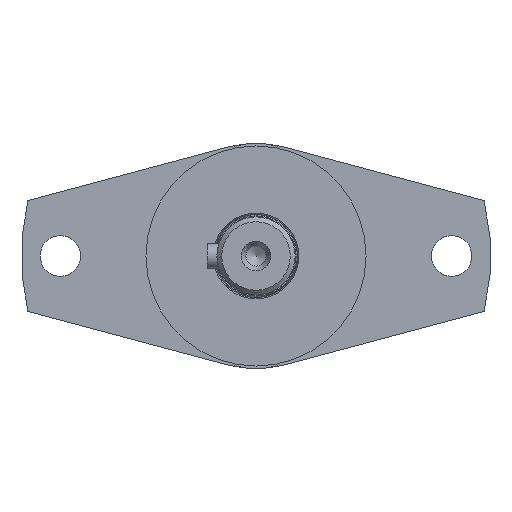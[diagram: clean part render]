
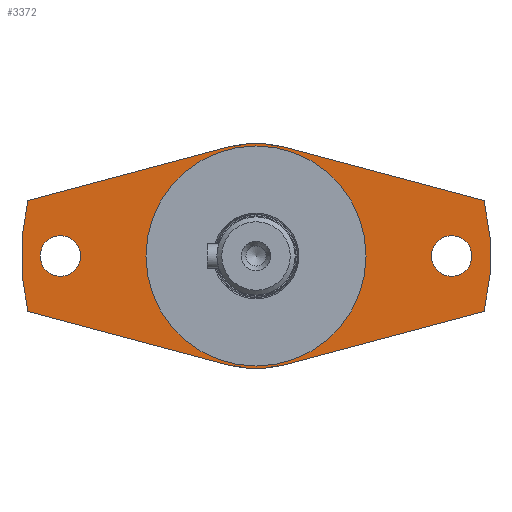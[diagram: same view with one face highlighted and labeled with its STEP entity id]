
A CAD part, left-side view. The second image highlights one B-rep face of the part: STEP entity #3372.
In plain terms, the highlighted planar face has unit normal (-1, 0, 0).
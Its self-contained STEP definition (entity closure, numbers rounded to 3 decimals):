
#268=FACE_BOUND('',#1187,.T.);
#269=FACE_BOUND('',#1188,.T.);
#270=FACE_BOUND('',#1189,.T.);
#518=LINE('',#5710,#782);
#519=LINE('',#5711,#783);
#520=LINE('',#5712,#784);
#521=LINE('',#5713,#785);
#782=VECTOR('',#4576,10.);
#783=VECTOR('',#4577,10.);
#784=VECTOR('',#4578,10.);
#785=VECTOR('',#4579,10.);
#990=FACE_OUTER_BOUND('',#1186,.T.);
#1186=EDGE_LOOP('',(#2970,#2971,#2972,#2973,#2974,#2975,#2976,#2977));
#1187=EDGE_LOOP('',(#2978));
#1188=EDGE_LOOP('',(#2979));
#1189=EDGE_LOOP('',(#2980,#2981));
#1350=CIRCLE('',#3686,23.);
#1352=CIRCLE('',#3688,23.);
#1357=CIRCLE('',#3695,48.);
#1358=CIRCLE('',#3697,22.5);
#1359=CIRCLE('',#3698,22.5);
#1361=CIRCLE('',#3701,48.);
#1364=CIRCLE('',#3706,4.15);
#1365=CIRCLE('',#3707,4.15);
#1657=VERTEX_POINT('',#5656);
#1658=VERTEX_POINT('',#5658);
#1661=VERTEX_POINT('',#5664);
#1662=VERTEX_POINT('',#5666);
#1668=VERTEX_POINT('',#5682);
#1669=VERTEX_POINT('',#5684);
#1670=VERTEX_POINT('',#5688);
#1671=VERTEX_POINT('',#5689);
#1672=VERTEX_POINT('',#5694);
#1675=VERTEX_POINT('',#5699);
#1678=VERTEX_POINT('',#5714);
#1679=VERTEX_POINT('',#5716);
#2098=EDGE_CURVE('',#1658,#1657,#1350,.T.);
#2102=EDGE_CURVE('',#1662,#1661,#1352,.T.);
#2111=EDGE_CURVE('',#1668,#1669,#1357,.T.);
#2113=EDGE_CURVE('',#1670,#1671,#1358,.T.);
#2114=EDGE_CURVE('',#1671,#1670,#1359,.T.);
#2119=EDGE_CURVE('',#1675,#1672,#1361,.T.);
#2124=EDGE_CURVE('',#1668,#1658,#518,.T.);
#2125=EDGE_CURVE('',#1657,#1672,#519,.T.);
#2126=EDGE_CURVE('',#1675,#1662,#520,.T.);
#2127=EDGE_CURVE('',#1661,#1669,#521,.T.);
#2128=EDGE_CURVE('',#1678,#1678,#1364,.T.);
#2129=EDGE_CURVE('',#1679,#1679,#1365,.T.);
#2970=ORIENTED_EDGE('',*,*,#2124,.T.);
#2971=ORIENTED_EDGE('',*,*,#2098,.T.);
#2972=ORIENTED_EDGE('',*,*,#2125,.T.);
#2973=ORIENTED_EDGE('',*,*,#2119,.F.);
#2974=ORIENTED_EDGE('',*,*,#2126,.T.);
#2975=ORIENTED_EDGE('',*,*,#2102,.T.);
#2976=ORIENTED_EDGE('',*,*,#2127,.T.);
#2977=ORIENTED_EDGE('',*,*,#2111,.F.);
#2978=ORIENTED_EDGE('',*,*,#2128,.T.);
#2979=ORIENTED_EDGE('',*,*,#2129,.T.);
#2980=ORIENTED_EDGE('',*,*,#2113,.T.);
#2981=ORIENTED_EDGE('',*,*,#2114,.T.);
#3210=PLANE('',#3705);
#3372=ADVANCED_FACE('',(#990,#268,#269,#270),#3210,.T.);
#3686=AXIS2_PLACEMENT_3D('',#5659,#4524,#4525);
#3688=AXIS2_PLACEMENT_3D('',#5667,#4530,#4531);
#3695=AXIS2_PLACEMENT_3D('',#5685,#4548,#4549);
#3697=AXIS2_PLACEMENT_3D('',#5690,#4553,#4554);
#3698=AXIS2_PLACEMENT_3D('',#5691,#4555,#4556);
#3701=AXIS2_PLACEMENT_3D('',#5701,#4564,#4565);
#3705=AXIS2_PLACEMENT_3D('',#5709,#4574,#4575);
#3706=AXIS2_PLACEMENT_3D('',#5715,#4580,#4581);
#3707=AXIS2_PLACEMENT_3D('',#5717,#4582,#4583);
#4524=DIRECTION('center_axis',(-1.,0.,0.));
#4525=DIRECTION('ref_axis',(0.,0.259,0.966));
#4530=DIRECTION('center_axis',(-1.,0.,0.));
#4531=DIRECTION('ref_axis',(0.,0.259,0.966));
#4548=DIRECTION('center_axis',(1.,0.,0.));
#4549=DIRECTION('ref_axis',(0.,-1.,0.));
#4553=DIRECTION('center_axis',(1.,0.,0.));
#4554=DIRECTION('ref_axis',(0.,-1.,0.));
#4555=DIRECTION('center_axis',(1.,0.,0.));
#4556=DIRECTION('ref_axis',(0.,-1.,0.));
#4564=DIRECTION('center_axis',(1.,0.,0.));
#4565=DIRECTION('ref_axis',(0.,-1.,0.));
#4574=DIRECTION('center_axis',(-1.,0.,0.));
#4575=DIRECTION('ref_axis',(0.,0.,
-1.));
#4576=DIRECTION('',(0.,0.966,0.259));
#4577=DIRECTION('',(0.,0.966,-0.259));
#4578=DIRECTION('',(0.,-0.966,-0.259));
#4579=DIRECTION('',(0.,-0.966,0.259));
#4580=DIRECTION('center_axis',(1.,0.,0.));
#4581=DIRECTION('ref_axis',(0.,0.,1.));
#4582=DIRECTION('center_axis',(1.,0.,0.));
#4583=DIRECTION('ref_axis',(0.,0.,1.));
#5656=CARTESIAN_POINT('',(-132.5,5.953,22.216));
#5658=CARTESIAN_POINT('',(-132.5,-5.953,22.216));
#5659=CARTESIAN_POINT('Origin',(-132.5,0.,0.));
#5664=CARTESIAN_POINT('',(-132.5,-5.953,-22.216));
#5666=CARTESIAN_POINT('',(-132.5,5.953,-22.216));
#5667=CARTESIAN_POINT('Origin',(-132.5,0.,0.));
#5682=CARTESIAN_POINT('',(-132.5,-46.648,11.312));
#5684=CARTESIAN_POINT('',(-132.5,-46.648,-11.312));
#5685=CARTESIAN_POINT('Origin',(-132.5,0.,0.));
#5688=CARTESIAN_POINT('',(-132.5,-22.5,0.));
#5689=CARTESIAN_POINT('',(-132.5,22.5,0.));
#5690=CARTESIAN_POINT('Origin',(-132.5,0.,0.));
#5691=CARTESIAN_POINT('Origin',(-132.5,0.,0.));
#5694=CARTESIAN_POINT('',(-132.5,46.648,11.312));
#5699=CARTESIAN_POINT('',(-132.5,46.648,-11.312));
#5701=CARTESIAN_POINT('Origin',(-132.5,0.,0.));
#5709=CARTESIAN_POINT('Origin',(-132.5,-35.25,0.));
#5710=CARTESIAN_POINT('',(-132.5,-45.921,11.507));
#5711=CARTESIAN_POINT('',(-132.5,-10.492,26.623));
#5712=CARTESIAN_POINT('',(-132.5,13.032,-20.319));
#5713=CARTESIAN_POINT('',(-132.5,-22.397,-17.81));
#5714=CARTESIAN_POINT('',(-132.5,40.,-4.15));
#5715=CARTESIAN_POINT('Origin',(-132.5,40.,0.));
#5716=CARTESIAN_POINT('',(-132.5,-40.,-4.15));
#5717=CARTESIAN_POINT('Origin',(-132.5,-40.,0.));
